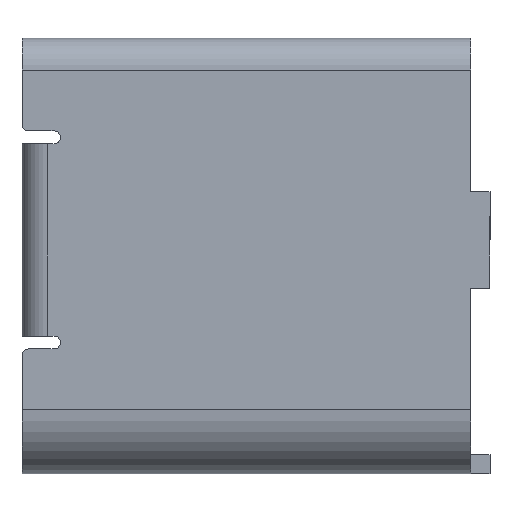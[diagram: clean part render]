
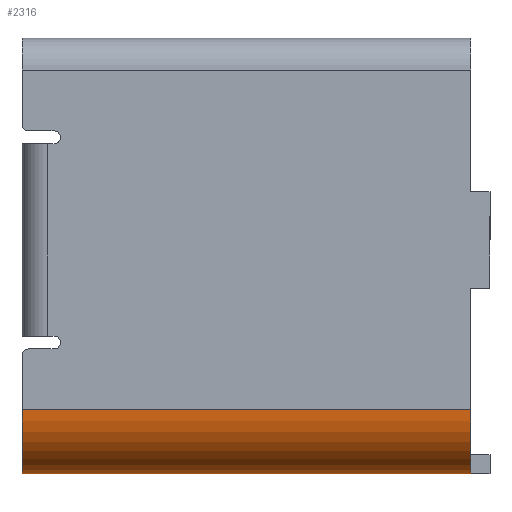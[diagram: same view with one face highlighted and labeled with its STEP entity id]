
A CAD part, left-side view. The second image highlights one B-rep face of the part: STEP entity #2316.
In plain terms, the highlighted cylindrical face has radius 10 mm (diameter 20 mm), a partial arc.
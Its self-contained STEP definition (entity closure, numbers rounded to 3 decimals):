
#4 = AXIS2_PLACEMENT_3D ( 'NONE', #1678, #2551, #1429 ) ;
#18 = CARTESIAN_POINT ( 'NONE',  ( -68., 0., 10. ) ) ;
#101 = VERTEX_POINT ( 'NONE', #18 ) ;
#206 = CIRCLE ( 'NONE', #2678, 10. ) ;
#246 = EDGE_CURVE ( 'NONE', #101, #689, #1541, .T. ) ;
#266 = DIRECTION ( 'NONE',  ( 0., -1., 0. ) ) ;
#275 = DIRECTION ( 'NONE',  ( 0., 0., -1. ) ) ;
#348 = LINE ( 'NONE', #1026, #908 ) ;
#684 = DIRECTION ( 'NONE',  ( 0., 0., -1. ) ) ;
#689 = VERTEX_POINT ( 'NONE', #2201 ) ;
#908 = VECTOR ( 'NONE', #1844, 1000. ) ;
#1026 = CARTESIAN_POINT ( 'NONE',  ( -68., 70., 10. ) ) ;
#1122 = LINE ( 'NONE', #1393, #1369 ) ;
#1158 = DIRECTION ( 'NONE',  ( 0., -1., 0. ) ) ;
#1237 = ORIENTED_EDGE ( 'NONE', *, *, #246, .F. ) ;
#1344 = AXIS2_PLACEMENT_3D ( 'NONE', #2462, #266, #275 ) ;
#1369 = VECTOR ( 'NONE', #1158, 1000. ) ;
#1373 = DIRECTION ( 'NONE',  ( 0., -1., 0. ) ) ;
#1393 = CARTESIAN_POINT ( 'NONE',  ( -58., 70., 0. ) ) ;
#1429 = DIRECTION ( 'NONE',  ( 0., 0., -1. ) ) ;
#1456 = ORIENTED_EDGE ( 'NONE', *, *, #2149, .T. ) ;
#1477 = FACE_OUTER_BOUND ( 'NONE', #2216, .T. ) ;
#1541 = CIRCLE ( 'NONE', #1344, 10. ) ;
#1678 = CARTESIAN_POINT ( 'NONE',  ( -58., 70., 10. ) ) ;
#1740 = ORIENTED_EDGE ( 'NONE', *, *, #2705, .T. ) ;
#1812 = CARTESIAN_POINT ( 'NONE',  ( -58., 70., 10. ) ) ;
#1820 = EDGE_CURVE ( 'NONE', #2090, #101, #348, .T. ) ;
#1844 = DIRECTION ( 'NONE',  ( 0., -1., 0. ) ) ;
#2090 = VERTEX_POINT ( 'NONE', #2226 ) ;
#2149 = EDGE_CURVE ( 'NONE', #2090, #2235, #206, .T. ) ;
#2201 = CARTESIAN_POINT ( 'NONE',  ( -58., 0., 0. ) ) ;
#2216 = EDGE_LOOP ( 'NONE', ( #1237, #2398, #1456, #1740 ) ) ;
#2226 = CARTESIAN_POINT ( 'NONE',  ( -68., 70., 10. ) ) ;
#2235 = VERTEX_POINT ( 'NONE', #2683 ) ;
#2316 = ADVANCED_FACE ( 'NONE', ( #1477 ), #2535, .T. ) ;
#2398 = ORIENTED_EDGE ( 'NONE', *, *, #1820, .F. ) ;
#2462 = CARTESIAN_POINT ( 'NONE',  ( -58., 0., 10. ) ) ;
#2535 = CYLINDRICAL_SURFACE ( 'NONE', #4, 10. ) ;
#2551 = DIRECTION ( 'NONE',  ( 0., -1., 0. ) ) ;
#2678 = AXIS2_PLACEMENT_3D ( 'NONE', #1812, #1373, #684 ) ;
#2683 = CARTESIAN_POINT ( 'NONE',  ( -58., 70., 0. ) ) ;
#2705 = EDGE_CURVE ( 'NONE', #2235, #689, #1122, .T. ) ;
